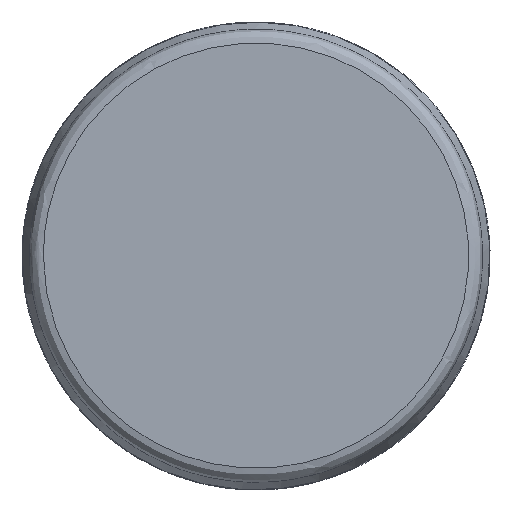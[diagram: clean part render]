
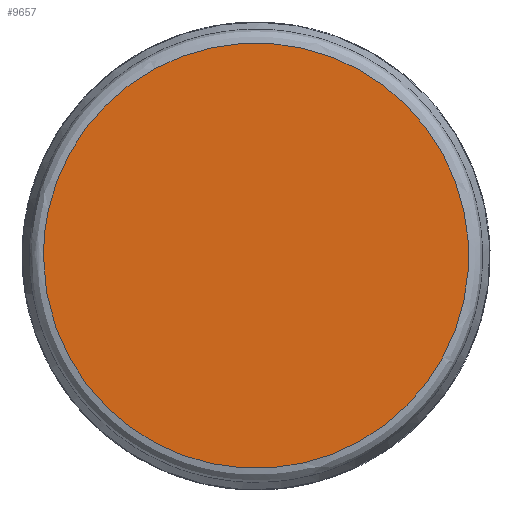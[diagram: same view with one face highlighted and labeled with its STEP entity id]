
A CAD part, top view. The second image highlights one B-rep face of the part: STEP entity #9657.
In plain terms, the highlighted planar face has unit normal (0, 0, 1).
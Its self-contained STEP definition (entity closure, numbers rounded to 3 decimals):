
#3061 = ( BOUNDED_SURFACE() B_SPLINE_SURFACE(2,10,(
    (#3062,#3063,#3064,#3065,#3066,#3067,#3068,#3069,#3070,#3071,#3072
      ,#3073,#3074,#3075,#3076,#3077,#3078,#3079,#3080,#3081)
    ,(#3082,#3083,#3084,#3085,#3086,#3087,#3088,#3089,#3090,#3091,#3092
      ,#3093,#3094,#3095,#3096,#3097,#3098,#3099,#3100,#3101)
    ,(#3102,#3103,#3104,#3105,#3106,#3107,#3108,#3109,#3110,#3111,#3112
      ,#3113,#3114,#3115,#3116,#3117,#3118,#3119,#3120,#3121
)),.UNSPECIFIED.,.F.,.T.,.F.) B_SPLINE_SURFACE_WITH_KNOTS((3,3),(11,9,11
    ),(0.,106.814),(0.,53.407,106.814),
.UNSPECIFIED.) GEOMETRIC_REPRESENTATION_ITEM() RATIONAL_B_SPLINE_SURFACE
((
    (1.,1.,1.,1.,1.,1.
      ,1.,1.,1.,1.,1.,1.,1.,1.,1.,1.,1.,1.,1.,1.)
    ,(0.539,0.539,0.539,0.539
      ,0.539,0.539,0.539,0.539
      ,0.539,0.539,0.539,0.539
      ,0.539,0.539,0.539,0.539
      ,0.539,0.539,0.539,0.539)
    ,(1.,1.,1.,1.,1.,1.
      ,1.,1.,1.,1.,1.,1.,1.,1.,1.,1.,1.,1.,1.,1.
))) REPRESENTATION_ITEM('') SURFACE() );
#3062 = CARTESIAN_POINT('',(-15.345,0.,17.));
#3063 = CARTESIAN_POINT('',(-15.345,-4.751,17.));
#3064 = CARTESIAN_POINT('',(-13.71,-9.574,17.));
#3065 = CARTESIAN_POINT('',(-10.359,-13.793,17.));
#3066 = CARTESIAN_POINT('',(-5.555,-16.666,17.));
#3067 = CARTESIAN_POINT('',(0.004,-17.646,17.));
#3068 = CARTESIAN_POINT('',(5.543,-16.643,17.));
#3069 = CARTESIAN_POINT('',(10.298,-13.801,17.));
#3070 = CARTESIAN_POINT('',(13.662,-9.642,17.));
#3071 = CARTESIAN_POINT('',(15.345,-4.821,17.));
#3072 = CARTESIAN_POINT('',(15.345,4.821,17.));
#3073 = CARTESIAN_POINT('',(13.662,9.642,17.));
#3074 = CARTESIAN_POINT('',(10.298,13.801,17.));
#3075 = CARTESIAN_POINT('',(5.543,16.643,17.));
#3076 = CARTESIAN_POINT('',(0.004,17.646,17.));
#3077 = CARTESIAN_POINT('',(-5.555,16.666,17.));
#3078 = CARTESIAN_POINT('',(-10.359,13.793,17.));
#3079 = CARTESIAN_POINT('',(-13.71,9.574,17.));
#3080 = CARTESIAN_POINT('',(-15.345,4.751,17.));
#3081 = CARTESIAN_POINT('',(-15.345,0.,17.));
#3082 = CARTESIAN_POINT('',(-16.907,0.,17.));
#3083 = CARTESIAN_POINT('',(-16.907,-5.235,17.));
#3084 = CARTESIAN_POINT('',(-15.106,-10.548,17.));
#3085 = CARTESIAN_POINT('',(-11.414,-15.196,17.));
#3086 = CARTESIAN_POINT('',(-6.121,-18.362,17.));
#3087 = CARTESIAN_POINT('',(0.004,-19.441,17.));
#3088 = CARTESIAN_POINT('',(6.107,-18.337,17.));
#3089 = CARTESIAN_POINT('',(11.345,-15.205,17.));
#3090 = CARTESIAN_POINT('',(15.052,-10.623,17.));
#3091 = CARTESIAN_POINT('',(16.907,-5.311,17.));
#3092 = CARTESIAN_POINT('',(16.907,5.311,17.));
#3093 = CARTESIAN_POINT('',(15.052,10.623,17.));
#3094 = CARTESIAN_POINT('',(11.345,15.205,17.));
#3095 = CARTESIAN_POINT('',(6.107,18.337,17.));
#3096 = CARTESIAN_POINT('',(0.004,19.441,17.));
#3097 = CARTESIAN_POINT('',(-6.121,18.362,17.));
#3098 = CARTESIAN_POINT('',(-11.414,15.196,17.));
#3099 = CARTESIAN_POINT('',(-15.106,10.548,17.));
#3100 = CARTESIAN_POINT('',(-16.907,5.235,17.));
#3101 = CARTESIAN_POINT('',(-16.907,0.,17.));
#3102 = CARTESIAN_POINT('',(-16.253,0.,15.582));
#3103 = CARTESIAN_POINT('',(-16.253,-5.032,
    15.582));
#3104 = CARTESIAN_POINT('',(-14.522,-10.141,
    15.582));
#3105 = CARTESIAN_POINT('',(-10.973,-14.609,
    15.582));
#3106 = CARTESIAN_POINT('',(-5.884,-17.653,
    15.582));
#3107 = CARTESIAN_POINT('',(0.004,-18.69,
    15.582));
#3108 = CARTESIAN_POINT('',(5.871,-17.628,
    15.582));
#3109 = CARTESIAN_POINT('',(10.907,-14.617,
    15.582));
#3110 = CARTESIAN_POINT('',(14.471,-10.212,
    15.582));
#3111 = CARTESIAN_POINT('',(16.253,-5.106,
    15.582));
#3112 = CARTESIAN_POINT('',(16.253,5.106,
    15.582));
#3113 = CARTESIAN_POINT('',(14.471,10.212,
    15.582));
#3114 = CARTESIAN_POINT('',(10.907,14.617,
    15.582));
#3115 = CARTESIAN_POINT('',(5.871,17.628,
    15.582));
#3116 = CARTESIAN_POINT('',(0.004,18.69,
    15.582));
#3117 = CARTESIAN_POINT('',(-5.884,17.653,
    15.582));
#3118 = CARTESIAN_POINT('',(-10.973,14.609,
    15.582));
#3119 = CARTESIAN_POINT('',(-14.522,10.141,
    15.582));
#3120 = CARTESIAN_POINT('',(-16.253,5.032,
    15.582));
#3121 = CARTESIAN_POINT('',(-16.253,0.,15.582));
#7252 = VERTEX_POINT('',#7253);
#7253 = CARTESIAN_POINT('',(-15.345,0.,17.));
#7276 = EDGE_CURVE('',#7252,#7252,#7277,.T.);
#7277 = SURFACE_CURVE('',#7278,(#7299,#7306),.PCURVE_S1.);
#7278 = ( BOUNDED_CURVE() B_SPLINE_CURVE(10,(#7279,#7280,#7281,#7282,
    #7283,#7284,#7285,#7286,#7287,#7288,#7289,#7290,#7291,#7292,#7293,
    #7294,#7295,#7296,#7297,#7298),.UNSPECIFIED.,.T.,.F.) 
B_SPLINE_CURVE_WITH_KNOTS((11,9,11),(0.,53.407,
106.814),.UNSPECIFIED.) CURVE() GEOMETRIC_REPRESENTATION_ITEM() 
RATIONAL_B_SPLINE_CURVE((1.,1.,1.,1.,1.,
    1.,1.,1.,1.,1.,1.,1.,1.,1.,1.,1.,1.,1.,1.,1.
)) REPRESENTATION_ITEM('') );
#7279 = CARTESIAN_POINT('',(-15.345,0.,17.));
#7280 = CARTESIAN_POINT('',(-15.345,-4.751,17.));
#7281 = CARTESIAN_POINT('',(-13.71,-9.574,17.));
#7282 = CARTESIAN_POINT('',(-10.359,-13.793,17.));
#7283 = CARTESIAN_POINT('',(-5.555,-16.666,17.));
#7284 = CARTESIAN_POINT('',(0.004,-17.646,17.));
#7285 = CARTESIAN_POINT('',(5.543,-16.643,17.));
#7286 = CARTESIAN_POINT('',(10.298,-13.801,17.));
#7287 = CARTESIAN_POINT('',(13.662,-9.642,17.));
#7288 = CARTESIAN_POINT('',(15.345,-4.821,17.));
#7289 = CARTESIAN_POINT('',(15.345,4.821,17.));
#7290 = CARTESIAN_POINT('',(13.662,9.642,17.));
#7291 = CARTESIAN_POINT('',(10.298,13.801,17.));
#7292 = CARTESIAN_POINT('',(5.543,16.643,17.));
#7293 = CARTESIAN_POINT('',(0.004,17.646,17.));
#7294 = CARTESIAN_POINT('',(-5.555,16.666,17.));
#7295 = CARTESIAN_POINT('',(-10.359,13.793,17.));
#7296 = CARTESIAN_POINT('',(-13.71,9.574,17.));
#7297 = CARTESIAN_POINT('',(-15.345,4.751,17.));
#7298 = CARTESIAN_POINT('',(-15.345,0.,17.));
#7299 = PCURVE('',#3061,#7300);
#7300 = DEFINITIONAL_REPRESENTATION('',(#7301),#7305);
#7301 = LINE('',#7302,#7303);
#7302 = CARTESIAN_POINT('',(0.,0.));
#7303 = VECTOR('',#7304,1.);
#7304 = DIRECTION('',(0.,1.));
#7305 = ( GEOMETRIC_REPRESENTATION_CONTEXT(2) 
PARAMETRIC_REPRESENTATION_CONTEXT() REPRESENTATION_CONTEXT('2D SPACE',''
  ) );
#7306 = PCURVE('',#7307,#7312);
#7307 = PLANE('',#7308);
#7308 = AXIS2_PLACEMENT_3D('',#7309,#7310,#7311);
#7309 = CARTESIAN_POINT('',(0.,0.,17.));
#7310 = DIRECTION('',(0.,0.,1.));
#7311 = DIRECTION('',(-1.,0.,0.));
#7312 = DEFINITIONAL_REPRESENTATION('',(#7313),#7334);
#7313 = ( BOUNDED_CURVE() B_SPLINE_CURVE(10,(#7314,#7315,#7316,#7317,
    #7318,#7319,#7320,#7321,#7322,#7323,#7324,#7325,#7326,#7327,#7328,
    #7329,#7330,#7331,#7332,#7333),.UNSPECIFIED.,.F.,.F.) 
B_SPLINE_CURVE_WITH_KNOTS((11,9,11),(0.,53.407,
106.814),.UNSPECIFIED.) CURVE() GEOMETRIC_REPRESENTATION_ITEM() 
RATIONAL_B_SPLINE_CURVE((1.,1.,1.,1.,1.,
    1.,1.,1.,1.,1.,1.,1.,1.,1.,1.,1.,1.,1.,1.,1.
)) REPRESENTATION_ITEM('') );
#7314 = CARTESIAN_POINT('',(15.345,0.));
#7315 = CARTESIAN_POINT('',(15.345,4.751));
#7316 = CARTESIAN_POINT('',(13.71,9.574));
#7317 = CARTESIAN_POINT('',(10.359,13.793));
#7318 = CARTESIAN_POINT('',(5.555,16.666));
#7319 = CARTESIAN_POINT('',(-0.004,17.646));
#7320 = CARTESIAN_POINT('',(-5.543,16.643));
#7321 = CARTESIAN_POINT('',(-10.298,13.801));
#7322 = CARTESIAN_POINT('',(-13.662,9.642));
#7323 = CARTESIAN_POINT('',(-15.345,4.821));
#7324 = CARTESIAN_POINT('',(-15.345,-4.821));
#7325 = CARTESIAN_POINT('',(-13.662,-9.642));
#7326 = CARTESIAN_POINT('',(-10.298,-13.801));
#7327 = CARTESIAN_POINT('',(-5.543,-16.643));
#7328 = CARTESIAN_POINT('',(-0.004,-17.646));
#7329 = CARTESIAN_POINT('',(5.555,-16.666));
#7330 = CARTESIAN_POINT('',(10.359,-13.793));
#7331 = CARTESIAN_POINT('',(13.71,-9.574));
#7332 = CARTESIAN_POINT('',(15.345,-4.751));
#7333 = CARTESIAN_POINT('',(15.345,0.));
#7334 = ( GEOMETRIC_REPRESENTATION_CONTEXT(2) 
PARAMETRIC_REPRESENTATION_CONTEXT() REPRESENTATION_CONTEXT('2D SPACE',''
  ) );
#9657 = ADVANCED_FACE('',(#9658),#7307,.T.);
#9658 = FACE_BOUND('',#9659,.T.);
#9659 = EDGE_LOOP('',(#9660));
#9660 = ORIENTED_EDGE('',*,*,#7276,.T.);
